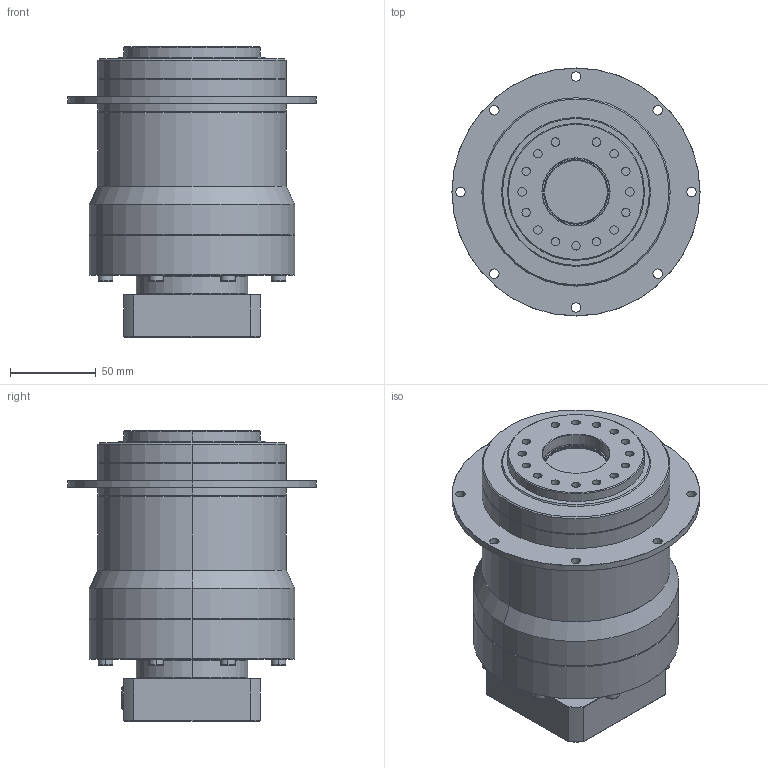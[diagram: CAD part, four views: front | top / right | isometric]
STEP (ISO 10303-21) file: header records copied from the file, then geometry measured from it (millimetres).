
FILE_DESCRIPTION (( 'STEP AP214' ), '1' );
FILE_NAME ('PGD110-25A3.STEP', '2015-07-01T19:35:57', ( '' ), ( '' ), 'SwSTEP 2.0', 'SolidWorks 2015', '' );
FILE_SCHEMA (( 'AUTOMOTIVE_DESIGN' ));
Length unit declared in the file: millimetre
Products named in the file (1): PGD110-25A3
Bounding box: 145 x 145 x 169.5 mm (x, y, z)
Volume: 1477337.6 mm3; surface area: 132312.7 mm2
Topology: 5 solids, 11 shells, 493 faces, 1144 edges, 733 vertices
Faces by surface type: plane 230, cylinder 184, cone 49, torus 30
Entity records: 14445 total; most frequent: CARTESIAN_POINT 2623, DIRECTION 2589, ORIENTED_EDGE 2288, EDGE_CURVE 1144, AXIS2_PLACEMENT_3D 979, VERTEX_POINT 733, LINE 631, VECTOR 631
